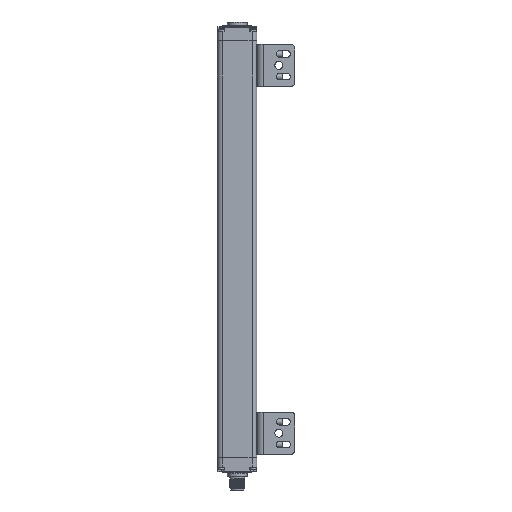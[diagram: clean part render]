
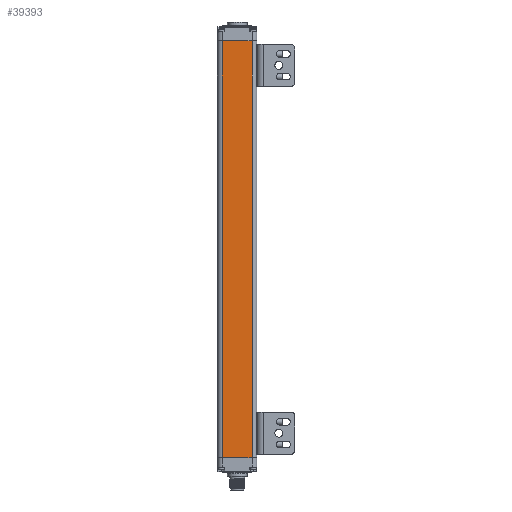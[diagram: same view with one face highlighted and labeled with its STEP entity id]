
A CAD part, front view. The second image highlights one B-rep face of the part: STEP entity #39393.
In plain terms, the highlighted planar face has unit normal (0, -1, 0).
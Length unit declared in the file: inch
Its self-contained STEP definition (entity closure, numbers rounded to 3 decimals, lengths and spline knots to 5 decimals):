
#594 = DIRECTION ( 'NONE',  ( 0., 0., -1. ) ) ;
#1540 = DIRECTION ( 'NONE',  ( 0., -1., 0. ) ) ;
#5729 = LINE ( 'NONE', #54489, #42130 ) ;
#8162 = LINE ( 'NONE', #9657, #19549 ) ;
#8863 = AXIS2_PLACEMENT_3D ( 'NONE', #73354, #1540, #594 ) ;
#9657 = CARTESIAN_POINT ( 'NONE',  ( 0.6437, -0.49213, 1.04409 ) ) ;
#13916 = CARTESIAN_POINT ( 'NONE',  ( 0.6437, -0.49213, 14.46559 ) ) ;
#16419 = EDGE_CURVE ( 'NONE', #30741, #23090, #37312, .T. ) ;
#19549 = VECTOR ( 'NONE', #90846, 39.37008 ) ;
#21935 = EDGE_CURVE ( 'NONE', #82477, #30741, #8162, .T. ) ;
#23090 = VERTEX_POINT ( 'NONE', #29988 ) ;
#28471 = DIRECTION ( 'NONE',  ( -1., 0., 0. ) ) ;
#28888 = EDGE_LOOP ( 'NONE', ( #84493, #81753, #62763, #63230 ) ) ;
#29988 = CARTESIAN_POINT ( 'NONE',  ( 0.47835, -0.49213, 14.46559 ) ) ;
#30741 = VERTEX_POINT ( 'NONE', #35701 ) ;
#33768 = DIRECTION ( 'NONE',  ( 0., 0., -1. ) ) ;
#35701 = CARTESIAN_POINT ( 'NONE',  ( 0.47835, -0.49213, 1.04409 ) ) ;
#37312 = LINE ( 'NONE', #59879, #54351 ) ;
#39393 = ADVANCED_FACE ( 'NONE', ( #85135 ), #44764, .T. ) ;
#42130 = VECTOR ( 'NONE', #33768, 39.37008 ) ;
#44764 = PLANE ( 'NONE',  #8863 ) ;
#45255 = DIRECTION ( 'NONE',  ( 0., 0., 1. ) ) ;
#50346 = EDGE_CURVE ( 'NONE', #23090, #83418, #70176, .T. ) ;
#54351 = VECTOR ( 'NONE', #45255, 39.37008 ) ;
#54489 = CARTESIAN_POINT ( 'NONE',  ( -0.47835, -0.49213, 20.39173 ) ) ;
#54812 = CARTESIAN_POINT ( 'NONE',  ( -0.47835, -0.49213, 14.46559 ) ) ;
#56579 = VECTOR ( 'NONE', #28471, 39.37008 ) ;
#59879 = CARTESIAN_POINT ( 'NONE',  ( 0.47835, -0.49213, 20.39173 ) ) ;
#61172 = EDGE_CURVE ( 'NONE', #83418, #82477, #5729, .T. ) ;
#62763 = ORIENTED_EDGE ( 'NONE', *, *, #21935, .T. ) ;
#63230 = ORIENTED_EDGE ( 'NONE', *, *, #16419, .T. ) ;
#70176 = LINE ( 'NONE', #13916, #56579 ) ;
#70738 = CARTESIAN_POINT ( 'NONE',  ( -0.47835, -0.49213, 1.04409 ) ) ;
#73354 = CARTESIAN_POINT ( 'NONE',  ( 0.6437, -0.49213, 20.39173 ) ) ;
#81753 = ORIENTED_EDGE ( 'NONE', *, *, #61172, .T. ) ;
#82477 = VERTEX_POINT ( 'NONE', #70738 ) ;
#83418 = VERTEX_POINT ( 'NONE', #54812 ) ;
#84493 = ORIENTED_EDGE ( 'NONE', *, *, #50346, .T. ) ;
#85135 = FACE_OUTER_BOUND ( 'NONE', #28888, .T. ) ;
#90846 = DIRECTION ( 'NONE',  ( 1., 0., 0. ) ) ;
